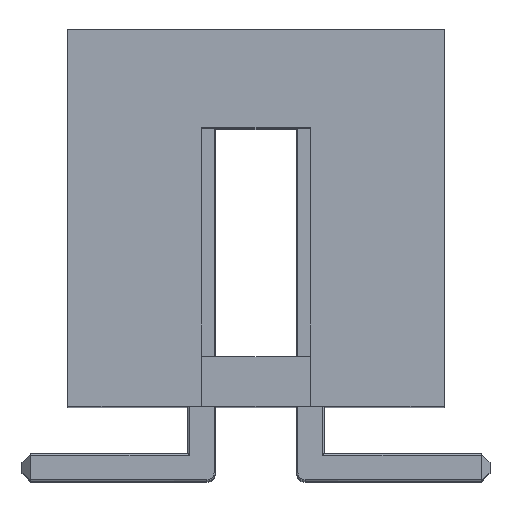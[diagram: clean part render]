
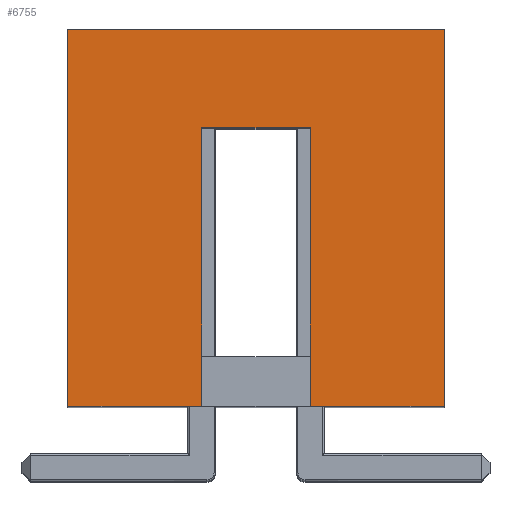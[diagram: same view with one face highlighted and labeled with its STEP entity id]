
A CAD part, top view. The second image highlights one B-rep face of the part: STEP entity #6755.
In plain terms, the highlighted planar face has unit normal (0, 0, 1).
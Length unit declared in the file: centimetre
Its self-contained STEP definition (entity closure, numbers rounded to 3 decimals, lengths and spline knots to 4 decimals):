
#583=FACE_OUTER_BOUND('',#983,.T.);
#983=EDGE_LOOP('',(#4538,#4539,#4540,#4541,#4542,#4543,#4544,#4545));
#1401=LINE('',#10197,#2075);
#1404=LINE('',#10202,#2078);
#1407=LINE('',#10208,#2081);
#1410=LINE('',#10214,#2084);
#1413=LINE('',#10219,#2087);
#1429=LINE('',#10251,#2103);
#1432=LINE('',#10255,#2106);
#1434=LINE('',#10259,#2108);
#2075=VECTOR('',#7971,0.313);
#2078=VECTOR('',#7974,0.313);
#2081=VECTOR('',#7979,0.65);
#2084=VECTOR('',#7984,0.254);
#2087=VECTOR('',#7989,0.65);
#2103=VECTOR('',#8017,0.88);
#2106=VECTOR('',#8022,0.88);
#2108=VECTOR('',#8028,0.88);
#2741=VERTEX_POINT('',#10194);
#2742=VERTEX_POINT('',#10196);
#2743=VERTEX_POINT('',#10199);
#2744=VERTEX_POINT('',#10201);
#2746=VERTEX_POINT('',#10207);
#2748=VERTEX_POINT('',#10213);
#2758=VERTEX_POINT('',#10248);
#2759=VERTEX_POINT('',#10250);
#3413=EDGE_CURVE('',#2741,#2742,#1401,.T.);
#3416=EDGE_CURVE('',#2743,#2744,#1404,.T.);
#3419=EDGE_CURVE('',#2746,#2742,#1407,.T.);
#3422=EDGE_CURVE('',#2748,#2746,#1410,.T.);
#3425=EDGE_CURVE('',#2743,#2748,#1413,.T.);
#3441=EDGE_CURVE('',#2758,#2759,#1429,.T.);
#3444=EDGE_CURVE('',#2741,#2759,#1432,.T.);
#3446=EDGE_CURVE('',#2744,#2758,#1434,.T.);
#4538=ORIENTED_EDGE('',*,*,#3419,.T.);
#4539=ORIENTED_EDGE('',*,*,#3413,.F.);
#4540=ORIENTED_EDGE('',*,*,#3444,.T.);
#4541=ORIENTED_EDGE('',*,*,#3441,.F.);
#4542=ORIENTED_EDGE('',*,*,#3446,.F.);
#4543=ORIENTED_EDGE('',*,*,#3416,.F.);
#4544=ORIENTED_EDGE('',*,*,#3425,.T.);
#4545=ORIENTED_EDGE('',*,*,#3422,.T.);
#6509=PLANE('',#7171);
#6755=ADVANCED_FACE('',(#583),#6509,.T.);
#7171=AXIS2_PLACEMENT_3D('',#10258,#8026,#8027);
#7971=DIRECTION('',(-1.,0.,0.));
#7974=DIRECTION('',(-1.,0.,0.));
#7979=DIRECTION('',(0.,-1.,0.));
#7984=DIRECTION('',(1.,0.,0.));
#7989=DIRECTION('',(0.,1.,0.));
#8017=DIRECTION('',(1.,0.,0.));
#8022=DIRECTION('',(0.,1.,0.));
#8026=DIRECTION('center_axis',(0.,0.,1.));
#8027=DIRECTION('ref_axis',(1.,0.,0.));
#8028=DIRECTION('',(0.,1.,0.));
#10194=CARTESIAN_POINT('',(0.44,0.1,1.29));
#10196=CARTESIAN_POINT('',(0.127,0.1,1.29));
#10197=CARTESIAN_POINT('',(0.44,0.1,1.29));
#10199=CARTESIAN_POINT('',(-0.127,0.1,1.29));
#10201=CARTESIAN_POINT('',(-0.44,0.1,1.29));
#10202=CARTESIAN_POINT('',(0.44,0.1,1.29));
#10207=CARTESIAN_POINT('',(0.127,0.75,1.29));
#10208=CARTESIAN_POINT('',(0.127,0.1575,1.29));
#10213=CARTESIAN_POINT('',(-0.127,0.75,1.29));
#10214=CARTESIAN_POINT('',(-0.2835,0.75,1.29));
#10219=CARTESIAN_POINT('',(-0.127,0.1,1.29));
#10248=CARTESIAN_POINT('',(-0.44,0.98,1.29));
#10250=CARTESIAN_POINT('',(0.44,0.98,1.29));
#10251=CARTESIAN_POINT('',(0.44,0.98,1.29));
#10255=CARTESIAN_POINT('',(0.44,0.1,1.29));
#10258=CARTESIAN_POINT('Origin',(-0.44,0.1,1.29));
#10259=CARTESIAN_POINT('',(-0.44,0.1,1.29));
